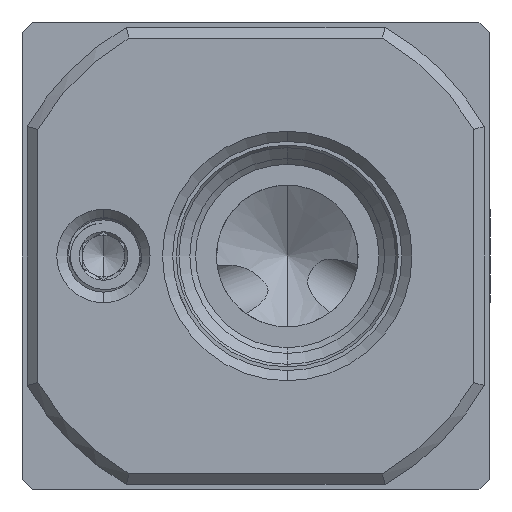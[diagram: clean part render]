
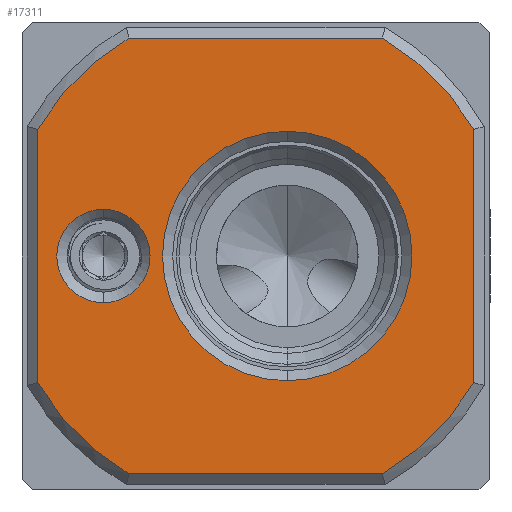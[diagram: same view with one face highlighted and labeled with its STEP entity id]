
A CAD part, left-side view. The second image highlights one B-rep face of the part: STEP entity #17311.
In plain terms, the highlighted planar face has unit normal (-1, 0, 0).
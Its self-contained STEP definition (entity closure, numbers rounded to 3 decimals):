
#14 = VERTEX_POINT ( 'NONE', #14142 ) ;
#78 = FACE_BOUND ( 'NONE', #10907, .T. ) ;
#393 = AXIS2_PLACEMENT_3D ( 'NONE', #6696, #9957, #9885 ) ;
#786 = DIRECTION ( 'NONE',  ( 0., 0., -1. ) ) ;
#812 = VERTEX_POINT ( 'NONE', #10171 ) ;
#948 = VERTEX_POINT ( 'NONE', #17033 ) ;
#1667 = LINE ( 'NONE', #19404, #5243 ) ;
#2113 = ORIENTED_EDGE ( 'NONE', *, *, #13982, .F. ) ;
#2468 = ORIENTED_EDGE ( 'NONE', *, *, #20387, .T. ) ;
#2565 = VERTEX_POINT ( 'NONE', #14576 ) ;
#2567 = VERTEX_POINT ( 'NONE', #16085 ) ;
#2568 = CIRCLE ( 'NONE', #19154, 4.442 ) ;
#2598 = CARTESIAN_POINT ( 'NONE',  ( -25.4, -1.5, 34.31 ) ) ;
#2808 = ORIENTED_EDGE ( 'NONE', *, *, #13451, .T. ) ;
#3188 = EDGE_CURVE ( 'NONE', #812, #20344, #3516, .T. ) ;
#3353 = FACE_OUTER_BOUND ( 'NONE', #16415, .T. ) ;
#3496 = LINE ( 'NONE', #3887, #13381 ) ;
#3516 = CIRCLE ( 'NONE', #393, 11.875 ) ;
#3706 = DIRECTION ( 'NONE',  ( -1., 0., 0. ) ) ;
#3826 = EDGE_CURVE ( 'NONE', #6027, #17904, #3496, .T. ) ;
#3887 = CARTESIAN_POINT ( 'NONE',  ( -25.4, -1.5, 9.924 ) ) ;
#3935 = CARTESIAN_POINT ( 'NONE',  ( -25.4, -36.75, 22.25 ) ) ;
#4132 = AXIS2_PLACEMENT_3D ( 'NONE', #10787, #7444, #17095 ) ;
#4153 = ORIENTED_EDGE ( 'NONE', *, *, #3188, .F. ) ;
#4234 = DIRECTION ( 'NONE',  ( -1., 0., 0. ) ) ;
#4697 = DIRECTION ( 'NONE',  ( -1., 0., 0. ) ) ;
#4747 = VERTEX_POINT ( 'NONE', #20706 ) ;
#5006 = ORIENTED_EDGE ( 'NONE', *, *, #13438, .T. ) ;
#5243 = VECTOR ( 'NONE', #12986, 1000. ) ;
#5297 = LINE ( 'NONE', #5812, #10870 ) ;
#5382 = EDGE_CURVE ( 'NONE', #4747, #5851, #1667, .T. ) ;
#5761 = ORIENTED_EDGE ( 'NONE', *, *, #17102, .T. ) ;
#5812 = CARTESIAN_POINT ( 'NONE',  ( -25.4, -43., 34.576 ) ) ;
#5851 = VERTEX_POINT ( 'NONE', #16390 ) ;
#6027 = VERTEX_POINT ( 'NONE', #2598 ) ;
#6249 = CIRCLE ( 'NONE', #20569, 24. ) ;
#6696 = CARTESIAN_POINT ( 'NONE',  ( -25.4, -19.25, 22.25 ) ) ;
#7444 = DIRECTION ( 'NONE',  ( -1., 0., 0. ) ) ;
#7540 = CIRCLE ( 'NONE', #15944, 4.442 ) ;
#7598 = CARTESIAN_POINT ( 'NONE',  ( -25.4, -19.25, 22.25 ) ) ;
#7698 = ORIENTED_EDGE ( 'NONE', *, *, #19699, .T. ) ;
#7976 = CARTESIAN_POINT ( 'NONE',  ( -25.4, -19.25, 34.125 ) ) ;
#8257 = PLANE ( 'NONE',  #14285 ) ;
#9041 = DIRECTION ( 'NONE',  ( 0., 0., 1. ) ) ;
#9292 = CARTESIAN_POINT ( 'NONE',  ( -25.4, -22.25, 22.25 ) ) ;
#9307 = DIRECTION ( 'NONE',  ( -1., 0., 0. ) ) ;
#9379 = EDGE_LOOP ( 'NONE', ( #18316, #4153 ) ) ;
#9756 = DIRECTION ( 'NONE',  ( 0., -1., 0. ) ) ;
#9873 = CARTESIAN_POINT ( 'NONE',  ( -25.4, -1.5, 10.19 ) ) ;
#9885 = DIRECTION ( 'NONE',  ( 0., 0., 1. ) ) ;
#9957 = DIRECTION ( 'NONE',  ( -1., 0., 0. ) ) ;
#10121 = DIRECTION ( 'NONE',  ( -1., 0., 0. ) ) ;
#10171 = CARTESIAN_POINT ( 'NONE',  ( -25.4, -19.25, 10.375 ) ) ;
#10488 = VECTOR ( 'NONE', #9756, 1000. ) ;
#10621 = DIRECTION ( 'NONE',  ( -1., 0., 0. ) ) ;
#10706 = EDGE_CURVE ( 'NONE', #12598, #17596, #2568, .T. ) ;
#10787 = CARTESIAN_POINT ( 'NONE',  ( -25.4, -22.25, 22.25 ) ) ;
#10870 = VECTOR ( 'NONE', #12315, 1000. ) ;
#10907 = EDGE_LOOP ( 'NONE', ( #2113, #13508 ) ) ;
#10983 = FACE_BOUND ( 'NONE', #9379, .T. ) ;
#11579 = DIRECTION ( 'NONE',  ( 0., 0., 1. ) ) ;
#11778 = CARTESIAN_POINT ( 'NONE',  ( -25.4, -36.75, 22.25 ) ) ;
#12001 = CARTESIAN_POINT ( 'NONE',  ( -25.4, -36.75, 17.808 ) ) ;
#12315 = DIRECTION ( 'NONE',  ( 0., 0., 1. ) ) ;
#12598 = VERTEX_POINT ( 'NONE', #12001 ) ;
#12840 = CARTESIAN_POINT ( 'NONE',  ( -25.4, -22.25, 22.25 ) ) ;
#12947 = CIRCLE ( 'NONE', #4132, 24. ) ;
#12986 = DIRECTION ( 'NONE',  ( 0., 1., 0. ) ) ;
#13158 = CIRCLE ( 'NONE', #13391, 11.875 ) ;
#13381 = VECTOR ( 'NONE', #786, 1000. ) ;
#13391 = AXIS2_PLACEMENT_3D ( 'NONE', #7598, #9307, #20667 ) ;
#13438 = EDGE_CURVE ( 'NONE', #14, #2567, #16710, .T. ) ;
#13451 = EDGE_CURVE ( 'NONE', #2567, #2565, #5297, .T. ) ;
#13508 = ORIENTED_EDGE ( 'NONE', *, *, #10706, .F. ) ;
#13922 = DIRECTION ( 'NONE',  ( 0., 0., 1. ) ) ;
#13947 = CIRCLE ( 'NONE', #15979, 24. ) ;
#13982 = EDGE_CURVE ( 'NONE', #17596, #12598, #7540, .T. ) ;
#14142 = CARTESIAN_POINT ( 'NONE',  ( -25.4, -34.31, 1.5 ) ) ;
#14159 = DIRECTION ( 'NONE',  ( 0., 0., 1. ) ) ;
#14285 = AXIS2_PLACEMENT_3D ( 'NONE', #19837, #3706, #11579 ) ;
#14576 = CARTESIAN_POINT ( 'NONE',  ( -25.4, -43., 34.31 ) ) ;
#15544 = LINE ( 'NONE', #16075, #10488 ) ;
#15644 = ORIENTED_EDGE ( 'NONE', *, *, #3826, .T. ) ;
#15944 = AXIS2_PLACEMENT_3D ( 'NONE', #3935, #18715, #13922 ) ;
#15979 = AXIS2_PLACEMENT_3D ( 'NONE', #12840, #4697, #20901 ) ;
#16007 = EDGE_CURVE ( 'NONE', #5851, #6027, #6249, .T. ) ;
#16075 = CARTESIAN_POINT ( 'NONE',  ( -25.4, -34.576, 1.5 ) ) ;
#16085 = CARTESIAN_POINT ( 'NONE',  ( -25.4, -43., 10.19 ) ) ;
#16390 = CARTESIAN_POINT ( 'NONE',  ( -25.4, -10.19, 43. ) ) ;
#16415 = EDGE_LOOP ( 'NONE', ( #5761, #5006, #2808, #7698, #20393, #19829, #15644, #2468 ) ) ;
#16634 = DIRECTION ( 'NONE',  ( 0., 0., 1. ) ) ;
#16710 = CIRCLE ( 'NONE', #18903, 24. ) ;
#17033 = CARTESIAN_POINT ( 'NONE',  ( -25.4, -10.19, 1.5 ) ) ;
#17095 = DIRECTION ( 'NONE',  ( 0., 0., 1. ) ) ;
#17102 = EDGE_CURVE ( 'NONE', #948, #14, #15544, .T. ) ;
#17311 = ADVANCED_FACE ( 'NONE', ( #10983, #3353, #78 ), #8257, .T. ) ;
#17341 = CARTESIAN_POINT ( 'NONE',  ( -25.4, -22.25, 22.25 ) ) ;
#17596 = VERTEX_POINT ( 'NONE', #20391 ) ;
#17904 = VERTEX_POINT ( 'NONE', #9873 ) ;
#18316 = ORIENTED_EDGE ( 'NONE', *, *, #20981, .F. ) ;
#18715 = DIRECTION ( 'NONE',  ( -1., 0., 0. ) ) ;
#18903 = AXIS2_PLACEMENT_3D ( 'NONE', #9292, #4234, #14159 ) ;
#19154 = AXIS2_PLACEMENT_3D ( 'NONE', #11778, #10121, #16634 ) ;
#19404 = CARTESIAN_POINT ( 'NONE',  ( -25.4, -9.924, 43. ) ) ;
#19699 = EDGE_CURVE ( 'NONE', #2565, #4747, #12947, .T. ) ;
#19829 = ORIENTED_EDGE ( 'NONE', *, *, #16007, .T. ) ;
#19837 = CARTESIAN_POINT ( 'NONE',  ( -25.4, -22.25, 22.25 ) ) ;
#20344 = VERTEX_POINT ( 'NONE', #7976 ) ;
#20387 = EDGE_CURVE ( 'NONE', #17904, #948, #13947, .T. ) ;
#20391 = CARTESIAN_POINT ( 'NONE',  ( -25.4, -36.75, 26.692 ) ) ;
#20393 = ORIENTED_EDGE ( 'NONE', *, *, #5382, .T. ) ;
#20569 = AXIS2_PLACEMENT_3D ( 'NONE', #17341, #10621, #9041 ) ;
#20667 = DIRECTION ( 'NONE',  ( 0., 0., 1. ) ) ;
#20706 = CARTESIAN_POINT ( 'NONE',  ( -25.4, -34.31, 43. ) ) ;
#20901 = DIRECTION ( 'NONE',  ( 0., 0., 1. ) ) ;
#20981 = EDGE_CURVE ( 'NONE', #20344, #812, #13158, .T. ) ;
